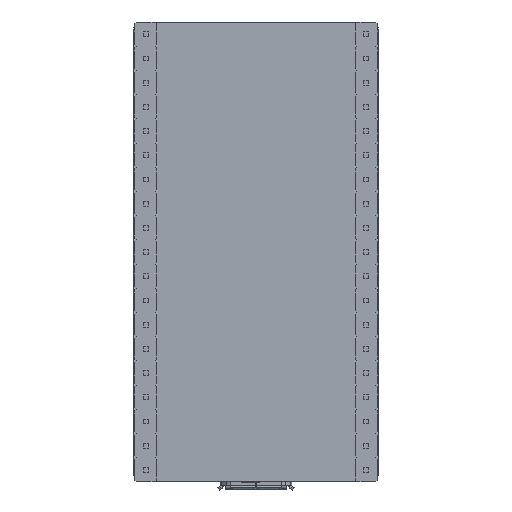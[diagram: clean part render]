
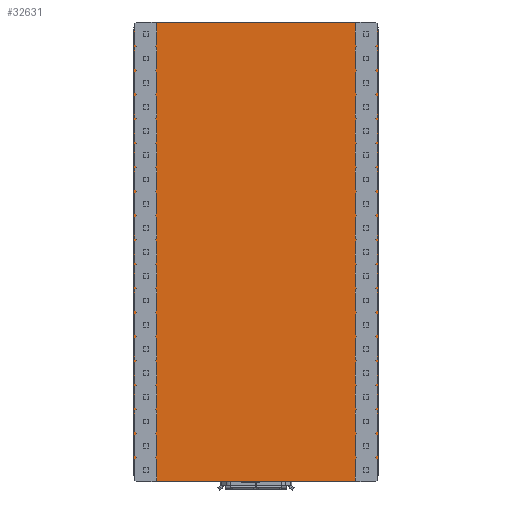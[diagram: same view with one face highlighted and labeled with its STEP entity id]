
A CAD part, front view. The second image highlights one B-rep face of the part: STEP entity #32631.
In plain terms, the highlighted planar face has unit normal (0, -1, 0).
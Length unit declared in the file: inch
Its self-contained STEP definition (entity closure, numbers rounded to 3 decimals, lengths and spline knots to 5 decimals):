
#106 = DIRECTION ( 'NONE',  ( 0., 0., 1. ) ) ;
#245 = DIRECTION ( 'NONE',  ( 0., 0., 1. ) ) ;
#438 = LINE ( 'NONE', #12703, #9755 ) ;
#611 = ORIENTED_EDGE ( 'NONE', *, *, #26980, .F. ) ;
#1434 = AXIS2_PLACEMENT_3D ( 'NONE', #37101, #12093, #31604 ) ;
#1568 = ORIENTED_EDGE ( 'NONE', *, *, #32316, .T. ) ;
#1851 = CIRCLE ( 'NONE', #3167, 0.03 ) ;
#2966 = CARTESIAN_POINT ( 'NONE',  ( 0.475, 0., -0.92 ) ) ;
#3167 = AXIS2_PLACEMENT_3D ( 'NONE', #14359, #32850, #20679 ) ;
#3823 = CARTESIAN_POINT ( 'NONE',  ( -0.475, 0., 0.95 ) ) ;
#4042 = VERTEX_POINT ( 'NONE', #18508 ) ;
#4379 = FACE_OUTER_BOUND ( 'NONE', #28968, .T. ) ;
#4503 = LINE ( 'NONE', #31983, #24232 ) ;
#6065 = ORIENTED_EDGE ( 'NONE', *, *, #30555, .F. ) ;
#6326 = LINE ( 'NONE', #15711, #27698 ) ;
#6393 = ORIENTED_EDGE ( 'NONE', *, *, #17137, .T. ) ;
#6450 = CARTESIAN_POINT ( 'NONE',  ( -0.505, 0., -0.95 ) ) ;
#9755 = VECTOR ( 'NONE', #12902, 39.37008 ) ;
#9886 = DIRECTION ( 'NONE',  ( 0., -1., 0. ) ) ;
#10143 = CARTESIAN_POINT ( 'NONE',  ( 0.475, 0., 0.95 ) ) ;
#11074 = VERTEX_POINT ( 'NONE', #10143 ) ;
#11493 = VECTOR ( 'NONE', #106, 39.37008 ) ;
#12093 = DIRECTION ( 'NONE',  ( 0., -1., 0. ) ) ;
#12703 = CARTESIAN_POINT ( 'NONE',  ( -0.505, 0., 0.95 ) ) ;
#12902 = DIRECTION ( 'NONE',  ( 1., 0., 0. ) ) ;
#14359 = CARTESIAN_POINT ( 'NONE',  ( 0.475, 0., 0.92 ) ) ;
#14720 = CARTESIAN_POINT ( 'NONE',  ( 0.505, 0., 0.92 ) ) ;
#15711 = CARTESIAN_POINT ( 'NONE',  ( 0.505, 0., -0.95 ) ) ;
#16191 = EDGE_CURVE ( 'NONE', #29231, #11074, #438, .T. ) ;
#16269 = AXIS2_PLACEMENT_3D ( 'NONE', #36298, #23762, #36492 ) ;
#16825 = PLANE ( 'NONE',  #16269 ) ;
#17137 = EDGE_CURVE ( 'NONE', #27633, #27042, #36506, .T. ) ;
#17797 = VERTEX_POINT ( 'NONE', #22368 ) ;
#18508 = CARTESIAN_POINT ( 'NONE',  ( -0.505, 0., -0.92 ) ) ;
#20208 = CARTESIAN_POINT ( 'NONE',  ( 0.505, 0., -0.92 ) ) ;
#20679 = DIRECTION ( 'NONE',  ( 0., 0., 1. ) ) ;
#21842 = EDGE_CURVE ( 'NONE', #4042, #36816, #31087, .T. ) ;
#22368 = CARTESIAN_POINT ( 'NONE',  ( -0.475, 0., -0.95 ) ) ;
#23441 = ORIENTED_EDGE ( 'NONE', *, *, #35529, .T. ) ;
#23762 = DIRECTION ( 'NONE',  ( 0., 1., 0. ) ) ;
#23863 = CARTESIAN_POINT ( 'NONE',  ( -0.505, 0., 0.92 ) ) ;
#24232 = VECTOR ( 'NONE', #38495, 39.37008 ) ;
#25542 = CIRCLE ( 'NONE', #1434, 0.03 ) ;
#26980 = EDGE_CURVE ( 'NONE', #27633, #17797, #4503, .T. ) ;
#27042 = VERTEX_POINT ( 'NONE', #20208 ) ;
#27580 = CARTESIAN_POINT ( 'NONE',  ( -0.475, 0., -0.92 ) ) ;
#27633 = VERTEX_POINT ( 'NONE', #30402 ) ;
#27698 = VECTOR ( 'NONE', #40300, 39.37008 ) ;
#28209 = DIRECTION ( 'NONE',  ( 0., -1., 0. ) ) ;
#28602 = ORIENTED_EDGE ( 'NONE', *, *, #16191, .F. ) ;
#28968 = EDGE_LOOP ( 'NONE', ( #33730, #1568, #611, #6393, #6065, #39930, #28602, #23441 ) ) ;
#29231 = VERTEX_POINT ( 'NONE', #3823 ) ;
#30402 = CARTESIAN_POINT ( 'NONE',  ( 0.475, 0., -0.95 ) ) ;
#30555 = EDGE_CURVE ( 'NONE', #32984, #27042, #6326, .T. ) ;
#31087 = LINE ( 'NONE', #6450, #11493 ) ;
#31604 = DIRECTION ( 'NONE',  ( 0., 0., 1. ) ) ;
#31983 = CARTESIAN_POINT ( 'NONE',  ( -0.505, 0., -0.95 ) ) ;
#32136 = EDGE_CURVE ( 'NONE', #32984, #11074, #1851, .T. ) ;
#32316 = EDGE_CURVE ( 'NONE', #4042, #17797, #36971, .T. ) ;
#32631 = ADVANCED_FACE ( 'NONE', ( #4379 ), #16825, .F. ) ;
#32850 = DIRECTION ( 'NONE',  ( 0., -1., 0. ) ) ;
#32984 = VERTEX_POINT ( 'NONE', #14720 ) ;
#33730 = ORIENTED_EDGE ( 'NONE', *, *, #21842, .F. ) ;
#34481 = DIRECTION ( 'NONE',  ( 0., 0., 1. ) ) ;
#35529 = EDGE_CURVE ( 'NONE', #29231, #36816, #25542, .T. ) ;
#36298 = CARTESIAN_POINT ( 'NONE',  ( 0., 0., 0. ) ) ;
#36335 = AXIS2_PLACEMENT_3D ( 'NONE', #27580, #9886, #245 ) ;
#36492 = DIRECTION ( 'NONE',  ( 0., 0., 1. ) ) ;
#36506 = CIRCLE ( 'NONE', #39785, 0.03 ) ;
#36816 = VERTEX_POINT ( 'NONE', #23863 ) ;
#36971 = CIRCLE ( 'NONE', #36335, 0.03 ) ;
#37101 = CARTESIAN_POINT ( 'NONE',  ( -0.475, 0., 0.92 ) ) ;
#38495 = DIRECTION ( 'NONE',  ( -1., 0., 0. ) ) ;
#39785 = AXIS2_PLACEMENT_3D ( 'NONE', #2966, #28209, #34481 ) ;
#39930 = ORIENTED_EDGE ( 'NONE', *, *, #32136, .T. ) ;
#40300 = DIRECTION ( 'NONE',  ( 0., 0., -1. ) ) ;
